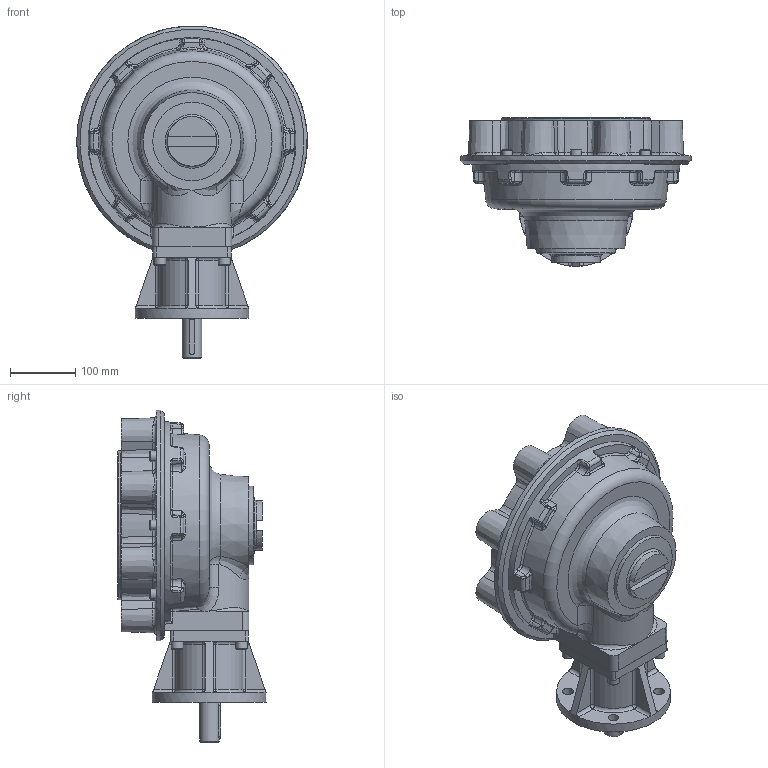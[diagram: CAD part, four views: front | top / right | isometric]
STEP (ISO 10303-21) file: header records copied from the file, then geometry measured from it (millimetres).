
FILE_DESCRIPTION(/* description */ ('Unknown'),/* implementation_level */ '2;1');
FILE_NAME(/* name */ 'PUBIB9-F14-F30_simplified',/* time_stamp */ '2015-12-10T08:44:35+00:00',/* author */ ('Unknown'),/* organization */ ('Unknown'),/* preprocessor_version */ 'ST-DEVELOPER v16',/* originating_system */ 'DEX',/* authorisation */ $);
FILE_SCHEMA (('AUTOMOTIVE_DESIGN {1 0 10303 214 3 1 1}'));
Length unit declared in the file: millimetre
Products named in the file (1): PUBIB9-F14-F30_simplified
Bounding box: 355 x 228.15 x 510.73 mm (x, y, z)
Surface area: 581024.7 mm2 (no closed solid volume)
Topology: 0 solids, 31 shells, 595 faces, 1557 edges, 949 vertices
Faces by surface type: plane 176, bspline 117, torus 116, cylinder 92, cone 76, sphere 18
Full cylindrical faces by diameter (mm): 8.376 x1, 16 x8, 16.5 x4, 17.294 x8, 18 x4, 30 x1, 50 x1, 100 x1, 110.17 x1, 120.65 x1, 175 x1, 229.95 x1, 240 x1, 355 x1
Entity records: 29001 total; most frequent: CARTESIAN_POINT 12252, ORIENTED_EDGE 2690, DIRECTION 2670, EDGE_CURVE 1421, AXIS2_PLACEMENT_3D 1122, VERTEX_POINT 926, FACE_BOUND 733, EDGE_LOOP 724
